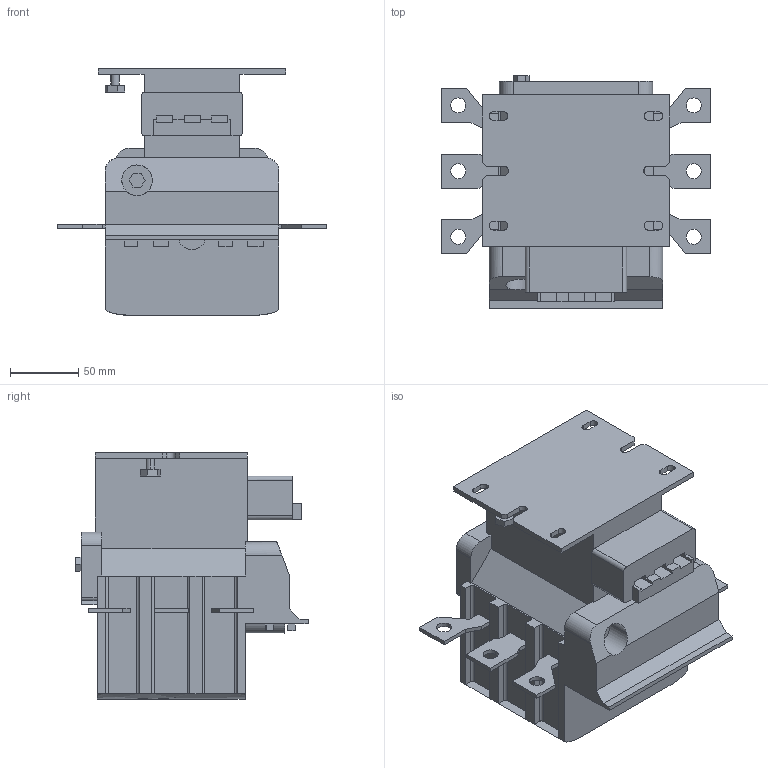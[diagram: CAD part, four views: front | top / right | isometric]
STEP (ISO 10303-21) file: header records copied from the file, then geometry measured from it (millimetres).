
FILE_DESCRIPTION (( 'STEP AP203' ), '1' );
FILE_NAME ('ﾊﾒﾝ rew 225A.STEP', '2018-03-20T11:45:04', ( '' ), ( '' ), 'SwSTEP 2.0', 'SolidWorks 2017', '' );
FILE_SCHEMA (( 'CONFIG_CONTROL_DESIGN' ));
Length unit declared in the file: millimetre
Products named in the file (1): ﾊﾒﾝ rew 225A
Bounding box: 197 x 169.5 x 180 mm (x, y, z)
Volume: 2285080.1 mm3; surface area: 170214.1 mm2
Topology: 1 solids, 1 shells, 347 faces, 956 edges, 636 vertices
Faces by surface type: plane 279, cylinder 66, bspline 2
Entity records: 11143 total; most frequent: CARTESIAN_POINT 2096, ORIENTED_EDGE 1912, DIRECTION 1756, EDGE_CURVE 956, VECTOR 798, LINE 798, VERTEX_POINT 636, AXIS2_PLACEMENT_3D 479
